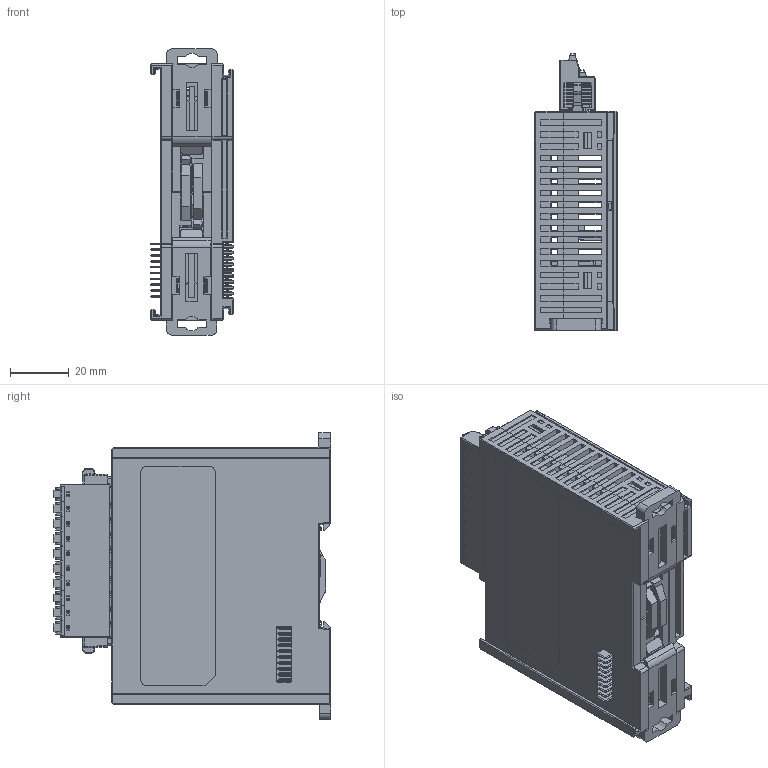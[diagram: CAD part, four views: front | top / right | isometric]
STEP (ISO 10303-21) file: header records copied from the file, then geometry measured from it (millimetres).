
FILE_DESCRIPTION(/* description */ ('Alibre Inc.'),/* implementation_level */ '2;1');
FILE_NAME(/* name */ 'export-A0C764D3-C252-4692-B9A9-F4357CBF4C51',/* time_stamp */ '2024-12-09T21:04:35+01:00',/* author */ (''),/* organization */ (''),/* preprocessor_version */ 'ST-DEVELOPER v17',/* originating_system */ 'Alibre',/* authorisation */ '');
FILE_SCHEMA (('AUTOMOTIVE_DESIGN'));
Length unit declared in the file: millimetre
Products named in the file (11): BASE-IO-AS300; TSA0-170A0-00XXA; TSA1-02110-02XX; ASM-BUSBD-IO-AS300-SLIM_ASM; COVER-IO-AS16AM_N11N_T_P-B; LENS-IO-AS300-SLIM; CLIP-1-AS300; EARTHING-AS300; ASM-EARTHING_ASM; 0225-0520; ASM-IO-AS16AM_N11N_T_P-B_ASM
Bounding box: 28.25 x 94.9 x 98 mm (x, y, z)
Volume: 60287.1 mm3; surface area: 73932.2 mm2
Topology: 10 solids, 30 shells, 7072 faces, 19677 edges, 12629 vertices
Faces by surface type: plane 5054, cylinder 1488, bspline 280, torus 146, cone 92, sphere 12
Entity records: 223706 total; most frequent: CARTESIAN_POINT 53392, ORIENTED_EDGE 38152, DIRECTION 28869, EDGE_CURVE 19076, VECTOR 15341, LINE 15341, VERTEX_POINT 12261, AXIS2_PLACEMENT_3D 9295
